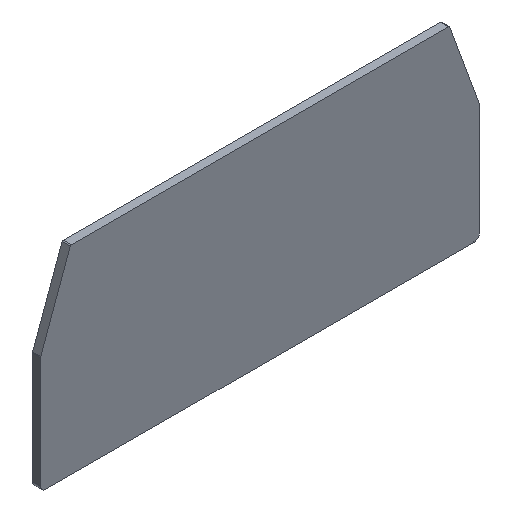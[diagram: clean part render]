
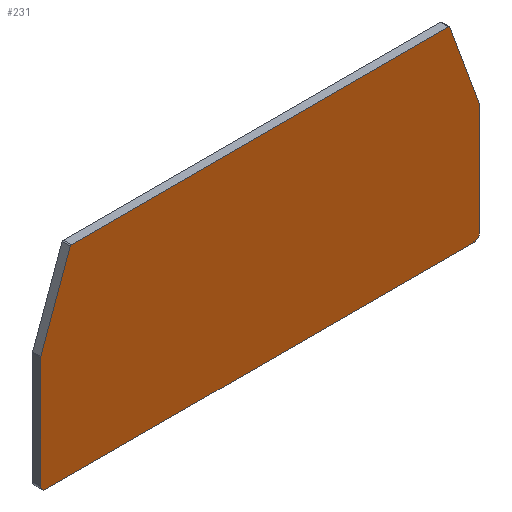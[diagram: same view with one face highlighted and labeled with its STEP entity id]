
A CAD part, isometric view. The second image highlights one B-rep face of the part: STEP entity #231.
In plain terms, the highlighted face is planar.
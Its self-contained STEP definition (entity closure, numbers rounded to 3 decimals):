
#1 = ORIENTED_EDGE ( 'NONE', *, *, #263, .F. ) ;
#3 = AXIS2_PLACEMENT_3D ( 'NONE', #104, #420, #313 ) ;
#6 = CARTESIAN_POINT ( 'NONE',  ( 1.5, -76.287, -15.4 ) ) ;
#14 = DIRECTION ( 'NONE',  ( -1., 0., 0. ) ) ;
#16 = CARTESIAN_POINT ( 'NONE',  ( 1.5, -70.762, -0.132 ) ) ;
#24 = CIRCLE ( 'NONE', #208, 0.5 ) ;
#27 = LINE ( 'NONE', #188, #478 ) ;
#45 = CARTESIAN_POINT ( 'NONE',  ( 1.5, 5.713, -36.2 ) ) ;
#46 = CARTESIAN_POINT ( 'NONE',  ( 1.5, -76.287, -36.2 ) ) ;
#49 = EDGE_CURVE ( 'NONE', #120, #245, #24, .T. ) ;
#50 = VECTOR ( 'NONE', #382, 1000. ) ;
#59 = VECTOR ( 'NONE', #270, 1000. ) ;
#60 = CIRCLE ( 'NONE', #324, 0.2 ) ;
#63 = VERTEX_POINT ( 'NONE', #323 ) ;
#65 = CARTESIAN_POINT ( 'NONE',  ( 1.5, 4.713, -37.2 ) ) ;
#69 = CARTESIAN_POINT ( 'NONE',  ( 1.5, -75.787, -15.4 ) ) ;
#70 = VERTEX_POINT ( 'NONE', #65 ) ;
#72 = ORIENTED_EDGE ( 'NONE', *, *, #434, .F. ) ;
#79 = VERTEX_POINT ( 'NONE', #46 ) ;
#89 = FACE_OUTER_BOUND ( 'NONE', #148, .T. ) ;
#90 = EDGE_CURVE ( 'NONE', #70, #316, #27, .T. ) ;
#96 = DIRECTION ( 'NONE',  ( -1., 0., 0. ) ) ;
#97 = LINE ( 'NONE', #375, #488 ) ;
#100 = EDGE_CURVE ( 'NONE', #245, #425, #144, .T. ) ;
#104 = CARTESIAN_POINT ( 'NONE',  ( 1.5, 4.713, -36.2 ) ) ;
#110 = VERTEX_POINT ( 'NONE', #45 ) ;
#114 = ORIENTED_EDGE ( 'NONE', *, *, #162, .F. ) ;
#115 = CIRCLE ( 'NONE', #173, 0.5 ) ;
#120 = VERTEX_POINT ( 'NONE', #6 ) ;
#126 = CARTESIAN_POINT ( 'NONE',  ( 1.5, 0.001, -0.204 ) ) ;
#128 = CARTESIAN_POINT ( 'NONE',  ( 1.5, 0.189, -0.136 ) ) ;
#130 = CARTESIAN_POINT ( 'NONE',  ( 1.5, -75.287, -37.2 ) ) ;
#136 = CARTESIAN_POINT ( 'NONE',  ( 1.5, 0., 0. ) ) ;
#137 = EDGE_CURVE ( 'NONE', #462, #110, #97, .T. ) ;
#142 = CIRCLE ( 'NONE', #507, 0.2 ) ;
#144 = LINE ( 'NONE', #280, #59 ) ;
#148 = EDGE_LOOP ( 'NONE', ( #397, #281, #271, #266, #426, #114, #72, #475, #202, #401, #1, #362 ) ) ;
#155 = AXIS2_PLACEMENT_3D ( 'NONE', #290, #163, #331 ) ;
#162 = EDGE_CURVE ( 'NONE', #79, #120, #255, .T. ) ;
#163 = DIRECTION ( 'NONE',  ( -1., 0., 0. ) ) ;
#167 = CARTESIAN_POINT ( 'NONE',  ( 1.5, -70.574, 0. ) ) ;
#173 = AXIS2_PLACEMENT_3D ( 'NONE', #206, #371, #483 ) ;
#174 = CARTESIAN_POINT ( 'NONE',  ( 1.5, 0., -0.2 ) ) ;
#188 = CARTESIAN_POINT ( 'NONE',  ( 1.5, 4.663, -37.2 ) ) ;
#190 = DIRECTION ( 'NONE',  ( 0., 0., -1. ) ) ;
#200 = VERTEX_POINT ( 'NONE', #136 ) ;
#202 = ORIENTED_EDGE ( 'NONE', *, *, #495, .F. ) ;
#206 = CARTESIAN_POINT ( 'NONE',  ( 1.5, 5.213, -15.4 ) ) ;
#208 = AXIS2_PLACEMENT_3D ( 'NONE', #69, #421, #190 ) ;
#211 = LINE ( 'NONE', #128, #459 ) ;
#231 = ADVANCED_FACE ( 'NONE', ( #89 ), #491, .F. ) ;
#240 = VERTEX_POINT ( 'NONE', #301 ) ;
#245 = VERTEX_POINT ( 'NONE', #296 ) ;
#251 = DIRECTION ( 'NONE',  ( 0., -1., 0. ) ) ;
#255 = LINE ( 'NONE', #339, #50 ) ;
#260 = VERTEX_POINT ( 'NONE', #167 ) ;
#263 = EDGE_CURVE ( 'NONE', #240, #462, #115, .T. ) ;
#266 = ORIENTED_EDGE ( 'NONE', *, *, #100, .F. ) ;
#269 = CIRCLE ( 'NONE', #3, 1. ) ;
#270 = DIRECTION ( 'NONE',  ( 0., 0.342, 0.94 ) ) ;
#271 = ORIENTED_EDGE ( 'NONE', *, *, #428, .F. ) ;
#280 = CARTESIAN_POINT ( 'NONE',  ( 1.5, -76.207, -15.092 ) ) ;
#281 = ORIENTED_EDGE ( 'NONE', *, *, #417, .F. ) ;
#289 = EDGE_CURVE ( 'NONE', #63, #240, #211, .T. ) ;
#290 = CARTESIAN_POINT ( 'NONE',  ( 1.5, -75.287, -36.2 ) ) ;
#296 = CARTESIAN_POINT ( 'NONE',  ( 1.5, -76.257, -15.229 ) ) ;
#297 = CIRCLE ( 'NONE', #155, 1. ) ;
#301 = CARTESIAN_POINT ( 'NONE',  ( 1.5, 5.683, -15.229 ) ) ;
#303 = CARTESIAN_POINT ( 'NONE',  ( 1.5, 5.713, -15.4 ) ) ;
#313 = DIRECTION ( 'NONE',  ( 0., -1., 0. ) ) ;
#316 = VERTEX_POINT ( 'NONE', #130 ) ;
#323 = CARTESIAN_POINT ( 'NONE',  ( 1.5, 0.188, -0.132 ) ) ;
#324 = AXIS2_PLACEMENT_3D ( 'NONE', #439, #490, #251 ) ;
#331 = DIRECTION ( 'NONE',  ( 0., 0., -1. ) ) ;
#336 = LINE ( 'NONE', #378, #352 ) ;
#339 = CARTESIAN_POINT ( 'NONE',  ( 1.5, -76.287, -36.204 ) ) ;
#350 = AXIS2_PLACEMENT_3D ( 'NONE', #126, #14, #404 ) ;
#352 = VECTOR ( 'NONE', #409, 1000. ) ;
#356 = DIRECTION ( 'NONE',  ( 0., -1., 0. ) ) ;
#362 = ORIENTED_EDGE ( 'NONE', *, *, #289, .F. ) ;
#369 = EDGE_CURVE ( 'NONE', #200, #63, #142, .T. ) ;
#371 = DIRECTION ( 'NONE',  ( -1., 0., 0. ) ) ;
#375 = CARTESIAN_POINT ( 'NONE',  ( 1.5, 5.713, -15.263 ) ) ;
#378 = CARTESIAN_POINT ( 'NONE',  ( 1.5, -70.575, 0. ) ) ;
#382 = DIRECTION ( 'NONE',  ( 0., 0., 1. ) ) ;
#397 = ORIENTED_EDGE ( 'NONE', *, *, #369, .F. ) ;
#401 = ORIENTED_EDGE ( 'NONE', *, *, #137, .F. ) ;
#404 = DIRECTION ( 'NONE',  ( 0., 0., -1. ) ) ;
#409 = DIRECTION ( 'NONE',  ( 0., 1., 0. ) ) ;
#411 = DIRECTION ( 'NONE',  ( 0., -1., 0. ) ) ;
#417 = EDGE_CURVE ( 'NONE', #260, #200, #336, .T. ) ;
#420 = DIRECTION ( 'NONE',  ( -1., 0., 0. ) ) ;
#421 = DIRECTION ( 'NONE',  ( -1., 0., 0. ) ) ;
#425 = VERTEX_POINT ( 'NONE', #16 ) ;
#426 = ORIENTED_EDGE ( 'NONE', *, *, #49, .F. ) ;
#428 = EDGE_CURVE ( 'NONE', #425, #260, #60, .T. ) ;
#434 = EDGE_CURVE ( 'NONE', #316, #79, #297, .T. ) ;
#439 = CARTESIAN_POINT ( 'NONE',  ( 1.5, -70.574, -0.2 ) ) ;
#443 = DIRECTION ( 'NONE',  ( 0., 0., -1. ) ) ;
#459 = VECTOR ( 'NONE', #484, 1000. ) ;
#462 = VERTEX_POINT ( 'NONE', #303 ) ;
#475 = ORIENTED_EDGE ( 'NONE', *, *, #90, .F. ) ;
#478 = VECTOR ( 'NONE', #356, 1000. ) ;
#483 = DIRECTION ( 'NONE',  ( 0., 0., -1. ) ) ;
#484 = DIRECTION ( 'NONE',  ( 0., 0.342, -0.94 ) ) ;
#488 = VECTOR ( 'NONE', #443, 1000. ) ;
#490 = DIRECTION ( 'NONE',  ( -1., 0., 0. ) ) ;
#491 = PLANE ( 'NONE',  #350 ) ;
#495 = EDGE_CURVE ( 'NONE', #110, #70, #269, .T. ) ;
#507 = AXIS2_PLACEMENT_3D ( 'NONE', #174, #96, #411 ) ;
